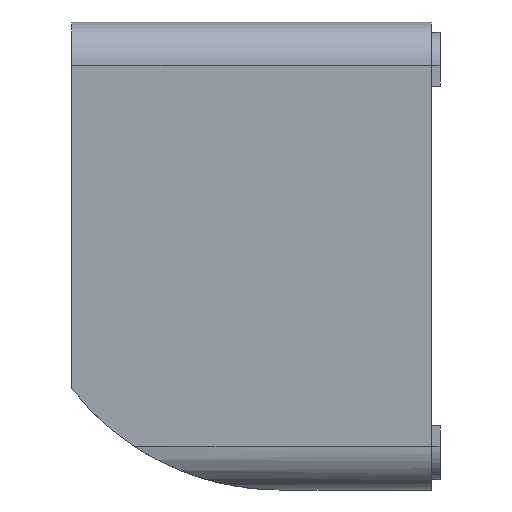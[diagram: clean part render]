
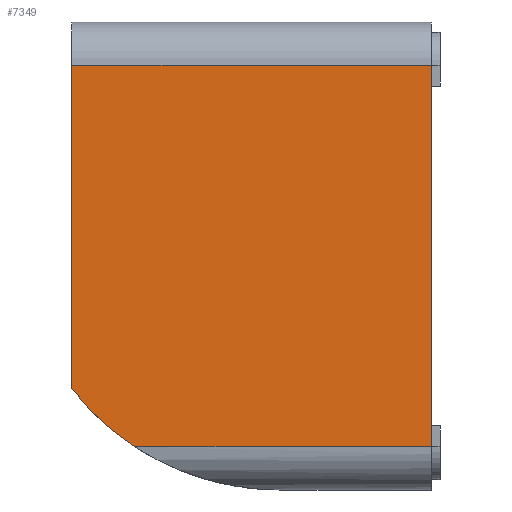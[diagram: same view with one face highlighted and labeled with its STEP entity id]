
A CAD part, left-side view. The second image highlights one B-rep face of the part: STEP entity #7349.
In plain terms, the highlighted planar face has unit normal (-1, 0, 0).
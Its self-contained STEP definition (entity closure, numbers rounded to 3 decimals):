
#732=PLANE('',#7717);
#1127=FACE_OUTER_BOUND('',#1578,.T.);
#1578=EDGE_LOOP('',(#6880,#6881,#6882,#6883,#6884));
#1627=CIRCLE('',#7540,30.5);
#1749=LINE('',#9181,#2375);
#2166=LINE('',#13572,#2792);
#2186=LINE('',#13829,#2812);
#2326=LINE('',#14193,#2952);
#2375=VECTOR('',#7819,10.);
#2792=VECTOR('',#8546,10.);
#2812=VECTOR('',#8672,10.);
#2952=VECTOR('',#9048,10.);
#3004=VERTEX_POINT('',#9178);
#3005=VERTEX_POINT('',#9180);
#3517=VERTEX_POINT('',#13482);
#3519=VERTEX_POINT('',#13497);
#3562=VERTEX_POINT('',#13828);
#3729=EDGE_CURVE('',#3004,#3005,#1749,.T.);
#4494=EDGE_CURVE('',#3519,#3517,#1627,.T.);
#4509=EDGE_CURVE('',#3005,#3517,#2166,.T.);
#4560=EDGE_CURVE('',#3519,#3562,#2186,.T.);
#4743=EDGE_CURVE('',#3004,#3562,#2326,.T.);
#6880=ORIENTED_EDGE('',*,*,#4494,.T.);
#6881=ORIENTED_EDGE('',*,*,#4509,.F.);
#6882=ORIENTED_EDGE('',*,*,#3729,.F.);
#6883=ORIENTED_EDGE('',*,*,#4743,.T.);
#6884=ORIENTED_EDGE('',*,*,#4560,.F.);
#7349=ADVANCED_FACE('',(#1127),#732,.T.);
#7540=AXIS2_PLACEMENT_3D('',#13498,#8528,#8529);
#7717=AXIS2_PLACEMENT_3D('',#14194,#9049,#9050);
#7819=DIRECTION('',(0.,0.,-1.));
#8528=DIRECTION('center_axis',(-1.,0.,0.));
#8529=DIRECTION('ref_axis',(0.,0.,-1.));
#8546=DIRECTION('',(0.,1.,0.));
#8672=DIRECTION('',(0.,0.,1.));
#9048=DIRECTION('',(0.,1.,0.));
#9049=DIRECTION('center_axis',(-1.,0.,0.));
#9050=DIRECTION('ref_axis',(0.,0.,1.));
#9178=CARTESIAN_POINT('',(-27.,0.,22.));
#9180=CARTESIAN_POINT('',(-27.,0.,-22.));
#9181=CARTESIAN_POINT('',(-27.,0.,22.));
#13482=CARTESIAN_POINT('',(-27.,34.233,-22.));
#13497=CARTESIAN_POINT('',(-27.,41.5,-15.322));
#13498=CARTESIAN_POINT('Origin',(-27.,17.5,3.5));
#13572=CARTESIAN_POINT('',(-27.,0.,-22.));
#13828=CARTESIAN_POINT('',(-27.,41.5,22.));
#13829=CARTESIAN_POINT('',(-27.,41.5,22.));
#14193=CARTESIAN_POINT('',(-27.,0.,22.));
#14194=CARTESIAN_POINT('Origin',(-27.,0.,-22.));
